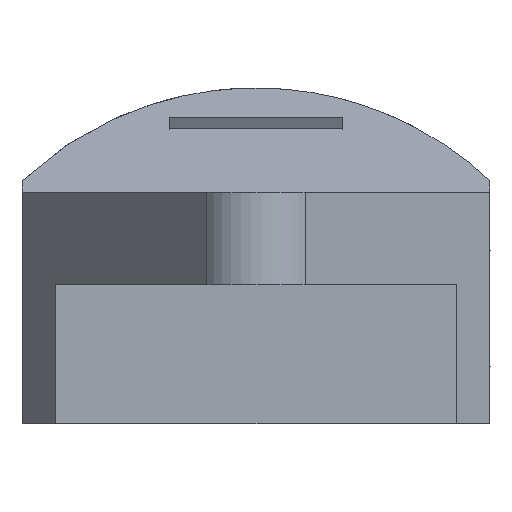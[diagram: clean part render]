
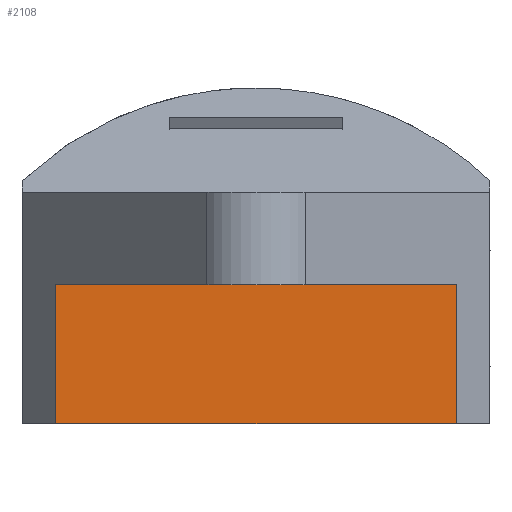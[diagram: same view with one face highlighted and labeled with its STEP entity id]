
A CAD part, front view. The second image highlights one B-rep face of the part: STEP entity #2108.
In plain terms, the highlighted planar face has unit normal (0, -1, 0).
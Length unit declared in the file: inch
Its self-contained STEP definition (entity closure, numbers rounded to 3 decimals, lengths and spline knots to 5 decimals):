
#126=PLANE('',#2355);
#248=FACE_OUTER_BOUND('',#398,.T.);
#398=EDGE_LOOP('',(#1838,#1839,#1840,#1841));
#581=LINE('',#3606,#759);
#587=LINE('',#3618,#765);
#588=LINE('',#3620,#766);
#589=LINE('',#3621,#767);
#759=VECTOR('',#2973,0.3937);
#765=VECTOR('',#2981,0.3937);
#766=VECTOR('',#2982,0.3937);
#767=VECTOR('',#2983,0.3937);
#1052=VERTEX_POINT('',#3604);
#1053=VERTEX_POINT('',#3605);
#1058=VERTEX_POINT('',#3617);
#1059=VERTEX_POINT('',#3619);
#1332=EDGE_CURVE('',#1052,#1053,#581,.T.);
#1338=EDGE_CURVE('',#1058,#1052,#587,.T.);
#1339=EDGE_CURVE('',#1058,#1059,#588,.T.);
#1340=EDGE_CURVE('',#1053,#1059,#589,.T.);
#1838=ORIENTED_EDGE('',*,*,#1332,.F.);
#1839=ORIENTED_EDGE('',*,*,#1338,.F.);
#1840=ORIENTED_EDGE('',*,*,#1339,.T.);
#1841=ORIENTED_EDGE('',*,*,#1340,.F.);
#2108=ADVANCED_FACE('',(#248),#126,.F.);
#2355=AXIS2_PLACEMENT_3D('',#3616,#2979,#2980);
#2973=DIRECTION('',(-1.,0.,0.));
#2979=DIRECTION('center_axis',(0.,1.,0.));
#2980=DIRECTION('ref_axis',(-1.,0.,0.));
#2981=DIRECTION('',(0.,0.,-1.));
#2982=DIRECTION('',(-1.,0.,0.));
#2983=DIRECTION('',(0.,0.,1.));
#3604=CARTESIAN_POINT('',(3.68717,-4.8125,0.));
#3605=CARTESIAN_POINT('',(-0.63717,-4.8125,0.));
#3606=CARTESIAN_POINT('',(1.525,-4.8125,0.));
#3616=CARTESIAN_POINT('Origin',(1.525,-4.8125,0.));
#3617=CARTESIAN_POINT('',(3.68717,-4.8125,1.5));
#3618=CARTESIAN_POINT('',(3.68717,-4.8125,0.));
#3619=CARTESIAN_POINT('',(-0.63717,-4.8125,1.5));
#3620=CARTESIAN_POINT('',(1.525,-4.8125,1.5));
#3621=CARTESIAN_POINT('',(-0.63717,-4.8125,0.));
